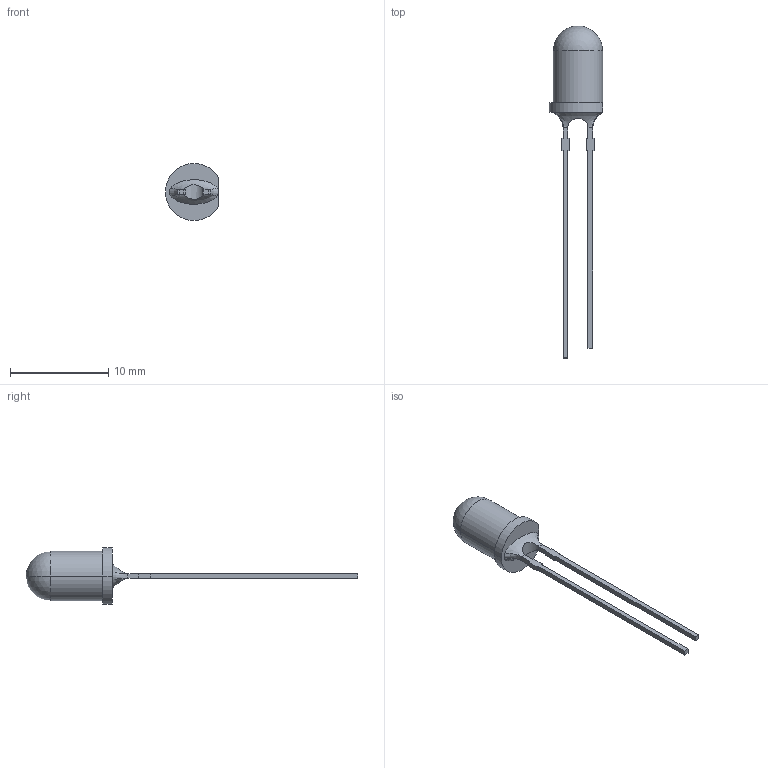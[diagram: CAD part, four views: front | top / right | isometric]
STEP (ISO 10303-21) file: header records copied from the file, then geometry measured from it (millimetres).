
FILE_DESCRIPTION (( 'STEP AP214' ), '1' );
FILE_NAME ('C503B-BCN-CV0Z0461.STEP', '2023-12-28T16:22:29', ( 'LENOVO' ), ( '' ), 'SwSTEP 2.0', 'SolidWorks 2021', '' );
FILE_SCHEMA (( 'AUTOMOTIVE_DESIGN' ));
Length unit declared in the file: millimetre
Products named in the file (1): C503B-BCN-CV0Z0461
Bounding box: 5.4 x 33.8 x 5.8 mm (x, y, z)
Volume: 180.1 mm3; surface area: 298.9 mm2
Topology: 4 solids, 4 shells, 45 faces, 112 edges, 73 vertices
Faces by surface type: plane 34, bspline 5, cylinder 4, sphere 2
Entity records: 1490 total; most frequent: CARTESIAN_POINT 406, ORIENTED_EDGE 216, DIRECTION 190, EDGE_CURVE 108, LINE 88, VECTOR 88, VERTEX_POINT 71, AXIS2_PLACEMENT_3D 51
